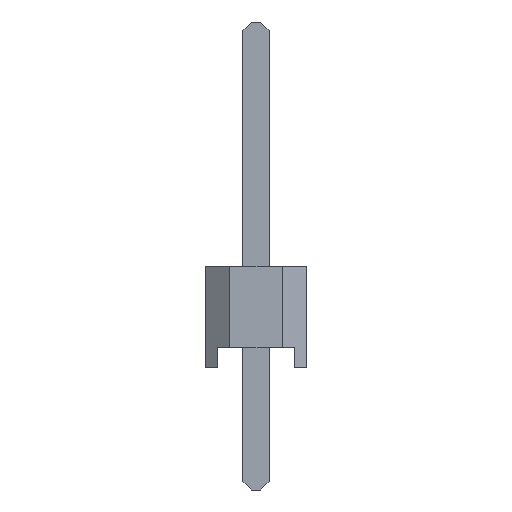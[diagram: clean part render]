
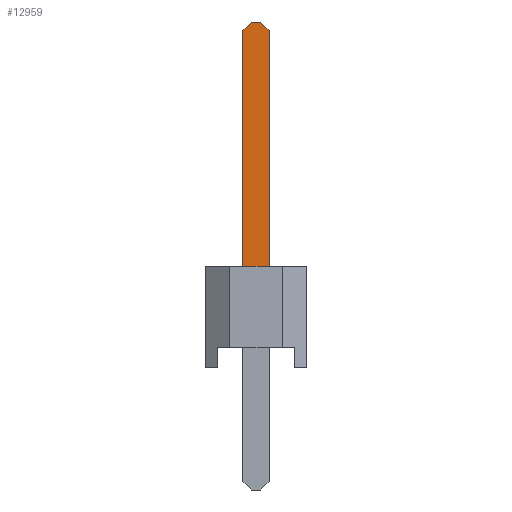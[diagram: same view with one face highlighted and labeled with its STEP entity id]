
A CAD part, left-side view. The second image highlights one B-rep face of the part: STEP entity #12959.
In plain terms, the highlighted planar face has unit normal (-1, 0, 0).
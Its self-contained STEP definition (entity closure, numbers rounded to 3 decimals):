
#531=FACE_OUTER_BOUND('',#1255,.T.);
#1255=EDGE_LOOP('',(#9196,#9197,#9198,#9199,#9200,#9201));
#2546=LINE('',#19076,#4172);
#2580=LINE('',#19143,#4206);
#2584=LINE('',#19151,#4210);
#2586=LINE('',#19155,#4212);
#2587=LINE('',#19157,#4213);
#2588=LINE('',#19158,#4214);
#4172=VECTOR('',#15175,1.);
#4206=VECTOR('',#15251,1.);
#4210=VECTOR('',#15257,1.);
#4212=VECTOR('',#15261,1.);
#4213=VECTOR('',#15262,1.);
#4214=VECTOR('',#15263,1.);
#5772=VERTEX_POINT('',#19072);
#5774=VERTEX_POINT('',#19075);
#5786=VERTEX_POINT('',#19142);
#5789=VERTEX_POINT('',#19150);
#5790=VERTEX_POINT('',#19154);
#5791=VERTEX_POINT('',#19156);
#7124=EDGE_CURVE('',#5772,#5774,#2546,.T.);
#7158=EDGE_CURVE('',#5772,#5786,#2580,.T.);
#7162=EDGE_CURVE('',#5789,#5774,#2584,.T.);
#7164=EDGE_CURVE('',#5786,#5790,#2586,.T.);
#7165=EDGE_CURVE('',#5790,#5791,#2587,.T.);
#7166=EDGE_CURVE('',#5791,#5789,#2588,.T.);
#9196=ORIENTED_EDGE('',*,*,#7124,.F.);
#9197=ORIENTED_EDGE('',*,*,#7158,.T.);
#9198=ORIENTED_EDGE('',*,*,#7164,.T.);
#9199=ORIENTED_EDGE('',*,*,#7165,.T.);
#9200=ORIENTED_EDGE('',*,*,#7166,.T.);
#9201=ORIENTED_EDGE('',*,*,#7162,.T.);
#11989=PLANE('',#13696);
#12959=ADVANCED_FACE('',(#531),#11989,.T.);
#13696=AXIS2_PLACEMENT_3D('',#19153,#15259,#15260);
#15175=DIRECTION('',(0.,1.,0.));
#15251=DIRECTION('',(0.,0.,1.));
#15257=DIRECTION('',(0.,0.,-1.));
#15259=DIRECTION('center_axis',(-1.,0.,0.));
#15260=DIRECTION('ref_axis',(0.,0.,1.));
#15261=DIRECTION('',(0.,0.707,0.707));
#15262=DIRECTION('',(0.,1.,0.));
#15263=DIRECTION('',(0.,0.707,-0.707));
#19072=CARTESIAN_POINT('',(-18.1,-0.32,2.5));
#19075=CARTESIAN_POINT('',(-18.1,0.32,2.5));
#19076=CARTESIAN_POINT('',(-18.1,0.,2.5));
#19142=CARTESIAN_POINT('',(-18.1,-0.32,8.3));
#19143=CARTESIAN_POINT('',(-18.1,-0.32,-2.8));
#19150=CARTESIAN_POINT('',(-18.1,0.32,8.3));
#19151=CARTESIAN_POINT('',(-18.1,0.32,-2.8));
#19153=CARTESIAN_POINT('Origin',(-18.1,0.,0.));
#19154=CARTESIAN_POINT('',(-18.1,-0.12,8.5));
#19155=CARTESIAN_POINT('',(-18.1,-0.32,8.3));
#19156=CARTESIAN_POINT('',(-18.1,0.12,8.5));
#19157=CARTESIAN_POINT('',(-18.1,0.12,8.5));
#19158=CARTESIAN_POINT('',(-18.1,0.32,8.3));
